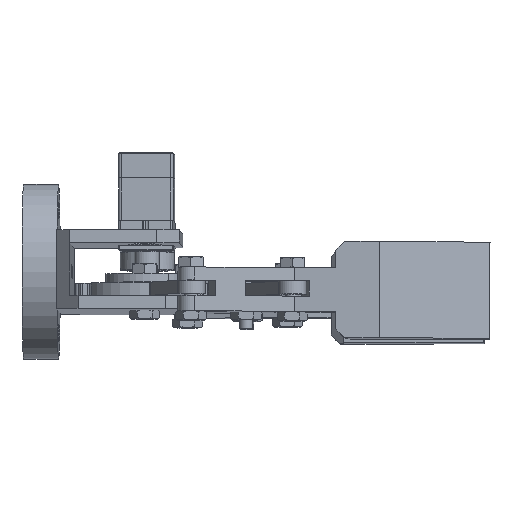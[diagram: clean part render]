
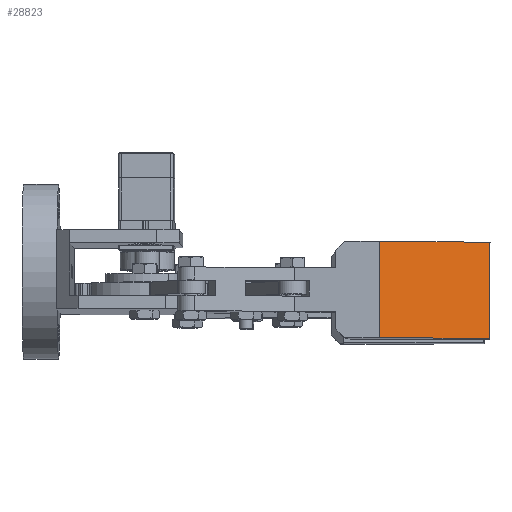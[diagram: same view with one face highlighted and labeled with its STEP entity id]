
A CAD part, front view. The second image highlights one B-rep face of the part: STEP entity #28823.
In plain terms, the highlighted planar face has unit normal (0.252, -0.968, 0.023).
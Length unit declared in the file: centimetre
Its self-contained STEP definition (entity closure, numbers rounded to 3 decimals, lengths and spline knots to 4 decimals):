
#985 = ORIENTED_EDGE ( 'NONE', *, *, #13339, .T. ) ;
#1714 = DIRECTION ( 'NONE',  ( -0.968, -0.252, 0.006 ) ) ;
#2987 = EDGE_CURVE ( 'NONE', #38111, #9365, #17913, .T. ) ;
#3298 = EDGE_LOOP ( 'NONE', ( #985, #5753, #31986, #8475 ) ) ;
#3519 = CARTESIAN_POINT ( 'NONE',  ( 41.6279, 13.8387, 6.6558 ) ) ;
#4703 = LINE ( 'NONE', #16709, #30753 ) ;
#5178 = CARTESIAN_POINT ( 'NONE',  ( 41.6289, 13.8913, 8.8551 ) ) ;
#5753 = ORIENTED_EDGE ( 'NONE', *, *, #2987, .F. ) ;
#7849 = LINE ( 'NONE', #16699, #22519 ) ;
#8475 = ORIENTED_EDGE ( 'NONE', *, *, #12334, .F. ) ;
#8878 = CARTESIAN_POINT ( 'NONE',  ( 41.6289, 13.8913, 8.8551 ) ) ;
#9365 = VERTEX_POINT ( 'NONE', #5178 ) ;
#12334 = EDGE_CURVE ( 'NONE', #21971, #15772, #7849, .T. ) ;
#13339 = EDGE_CURVE ( 'NONE', #21971, #9365, #4703, .T. ) ;
#15772 = VERTEX_POINT ( 'NONE', #35314 ) ;
#16699 = CARTESIAN_POINT ( 'NONE',  ( 41.6279, 13.8387, 6.6558 ) ) ;
#16709 = CARTESIAN_POINT ( 'NONE',  ( 41.6286, 13.877, 8.2553 ) ) ;
#17913 = LINE ( 'NONE', #8878, #21084 ) ;
#18045 = EDGE_CURVE ( 'NONE', #15772, #38111, #24919, .T. ) ;
#19062 = PLANE ( 'NONE',  #30931 ) ;
#19359 = CARTESIAN_POINT ( 'NONE',  ( 39.1163, 13.2382, 8.8719 ) ) ;
#21084 = VECTOR ( 'NONE', #30296, 100. ) ;
#21971 = VERTEX_POINT ( 'NONE', #3519 ) ;
#22200 = DIRECTION ( 'NONE',  ( 0.252, -0.968, 0.023 ) ) ;
#22519 = VECTOR ( 'NONE', #1714, 100. ) ;
#24919 = LINE ( 'NONE', #28050, #26315 ) ;
#26315 = VECTOR ( 'NONE', #30823, 100. ) ;
#27899 = CARTESIAN_POINT ( 'NONE',  ( 40.3723, 13.5504, 8.2637 ) ) ;
#28050 = CARTESIAN_POINT ( 'NONE',  ( 39.1156, 13.2, 7.2723 ) ) ;
#28823 = ADVANCED_FACE ( 'NONE', ( #34364 ), #19062, .T. ) ;
#30296 = DIRECTION ( 'NONE',  ( 0.968, 0.252, -0.006 ) ) ;
#30753 = VECTOR ( 'NONE', #30892, 100. ) ;
#30823 = DIRECTION ( 'NONE',  ( 0., 0.024, 1. ) ) ;
#30892 = DIRECTION ( 'NONE',  ( 0., 0.024, 1. ) ) ;
#30931 = AXIS2_PLACEMENT_3D ( 'NONE', #27899, #22200, #31046 ) ;
#31046 = DIRECTION ( 'NONE',  ( 0.968, 0.252, -0.006 ) ) ;
#31986 = ORIENTED_EDGE ( 'NONE', *, *, #18045, .F. ) ;
#34364 = FACE_OUTER_BOUND ( 'NONE', #3298, .T. ) ;
#35314 = CARTESIAN_POINT ( 'NONE',  ( 39.1153, 13.1856, 6.6725 ) ) ;
#38111 = VERTEX_POINT ( 'NONE', #19359 ) ;
